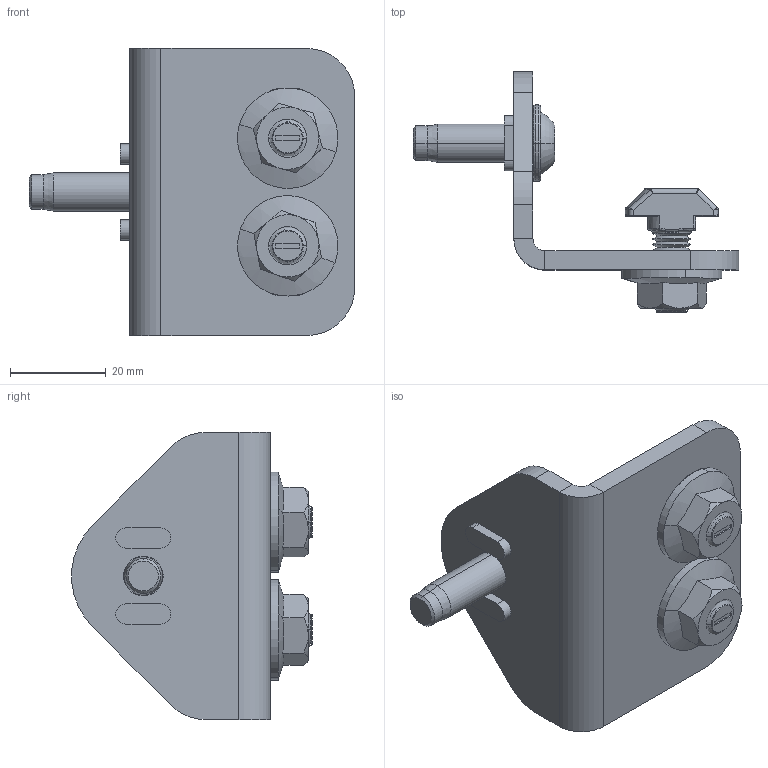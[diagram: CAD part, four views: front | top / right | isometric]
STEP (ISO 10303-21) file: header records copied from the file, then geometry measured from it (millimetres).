
FILE_DESCRIPTION (( 'STEP AP214' ), '1' );
FILE_NAME ('099rv28tws01.STEP', '2014-08-21T12:41:22', ( '' ), ( '' ), 'SwSTEP 2.0', 'SolidWorks 2014', '' );
FILE_SCHEMA (( 'AUTOMOTIVE_DESIGN' ));
Length unit declared in the file: millimetre
Products named in the file (5): 096hk1030m0820_096 hk 10 30 m08 20; 093s0825t_093 s08 25 t; 340me154_340me154; 099RV28TWR01 - 127028_Standard; 099rv28tws01
Assembly tree (6 placements, depth 2):
  099rv28tws01
    099RV28TWR01 - 127028_Standard
    340me154_340me154  x2
    093s0825t_093 s08 25 t
    096hk1030m0820_096 hk 10 30 m08 20  x2
Bounding box: 68.01 x 50.24 x 60 mm (x, y, z)
Volume: 23383.4 mm3; surface area: 15850.1 mm2
Topology: 6 solids, 6 shells, 608 faces, 1525 edges, 918 vertices
Faces by surface type: plane 244, cylinder 144, cone 142, bspline 48, torus 26, sphere 4
Entity records: 13483 total; most frequent: CARTESIAN_POINT 4031, ORIENTED_EDGE 2008, DIRECTION 1877, EDGE_CURVE 1004, AXIS2_PLACEMENT_3D 722, VERTEX_POINT 622, LINE 433, VECTOR 433
